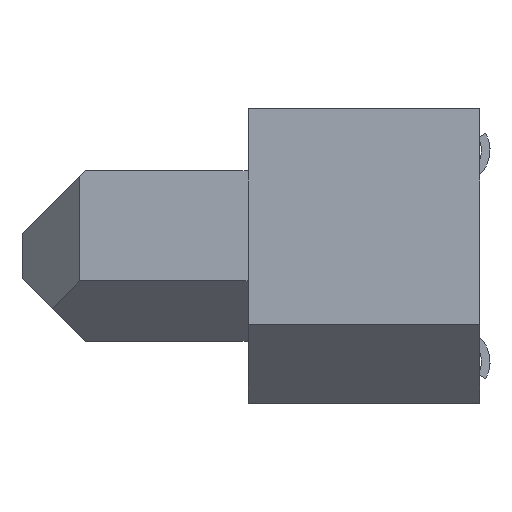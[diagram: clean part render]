
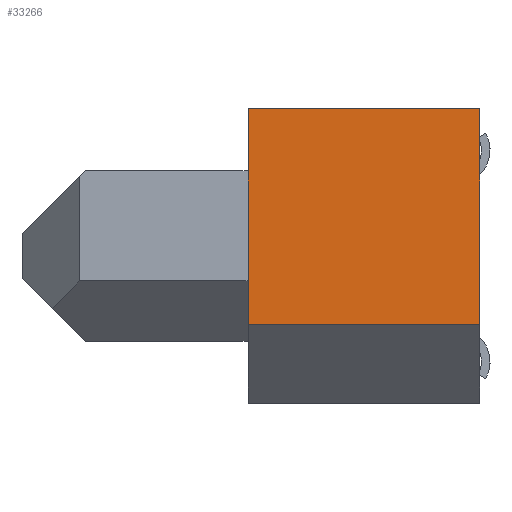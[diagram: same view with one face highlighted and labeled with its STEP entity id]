
A CAD part, left-side view. The second image highlights one B-rep face of the part: STEP entity #33266.
In plain terms, the highlighted planar face has unit normal (-1, 0, 0).
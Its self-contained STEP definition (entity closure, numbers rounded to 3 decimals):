
#1813=FACE_OUTER_BOUND('',#3504,.T.);
#3504=EDGE_LOOP('',(#21010,#21011,#21012,#21013));
#5188=LINE('',#46600,#8895);
#5219=LINE('',#46687,#8926);
#5468=LINE('',#47181,#9175);
#5469=LINE('',#47182,#9176);
#8895=VECTOR('',#37616,1000.);
#8926=VECTOR('',#37677,1000.);
#9175=VECTOR('',#37942,1000.);
#9176=VECTOR('',#37943,1000.);
#12602=VERTEX_POINT('',#46597);
#12603=VERTEX_POINT('',#46599);
#12643=VERTEX_POINT('',#46684);
#12644=VERTEX_POINT('',#46686);
#15808=EDGE_CURVE('',#12603,#12602,#5188,.T.);
#15850=EDGE_CURVE('',#12643,#12644,#5219,.T.);
#16099=EDGE_CURVE('',#12644,#12602,#5468,.T.);
#16100=EDGE_CURVE('',#12643,#12603,#5469,.T.);
#21010=ORIENTED_EDGE('',*,*,#15808,.T.);
#21011=ORIENTED_EDGE('',*,*,#16099,.F.);
#21012=ORIENTED_EDGE('',*,*,#15850,.F.);
#21013=ORIENTED_EDGE('',*,*,#16100,.T.);
#30479=PLANE('',#34992);
#33266=ADVANCED_FACE('',(#1813),#30479,.F.);
#34992=AXIS2_PLACEMENT_3D('',#47180,#37940,#37941);
#37616=DIRECTION('',(0.,0.,1.));
#37677=DIRECTION('',(0.,0.,1.));
#37940=DIRECTION('center_axis',(1.,0.,0.));
#37941=DIRECTION('ref_axis',(0.,0.,-1.));
#37942=DIRECTION('',(0.,-1.,0.));
#37943=DIRECTION('',(0.,-1.,0.));
#46597=CARTESIAN_POINT('',(-11.,0.,2.8));
#46599=CARTESIAN_POINT('',(-11.,0.,-1.3));
#46600=CARTESIAN_POINT('',(-11.,0.,-1.3));
#46684=CARTESIAN_POINT('',(-11.,4.41,-1.3));
#46686=CARTESIAN_POINT('',(-11.,4.41,2.8));
#46687=CARTESIAN_POINT('',(-11.,4.41,-1.3));
#47180=CARTESIAN_POINT('Origin',(-11.,4.41,-1.3));
#47181=CARTESIAN_POINT('',(-11.,4.41,2.8));
#47182=CARTESIAN_POINT('',(-11.,4.41,-1.3));
